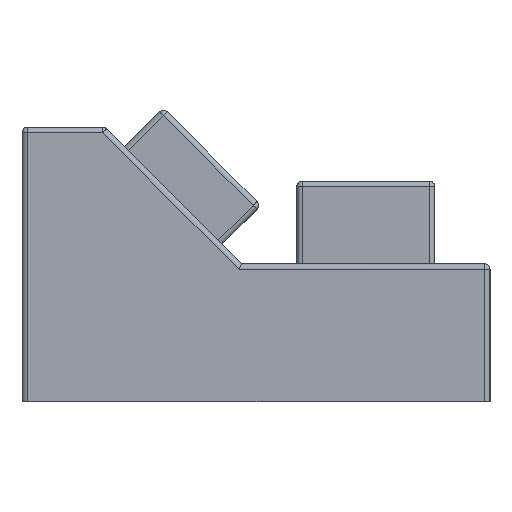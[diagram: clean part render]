
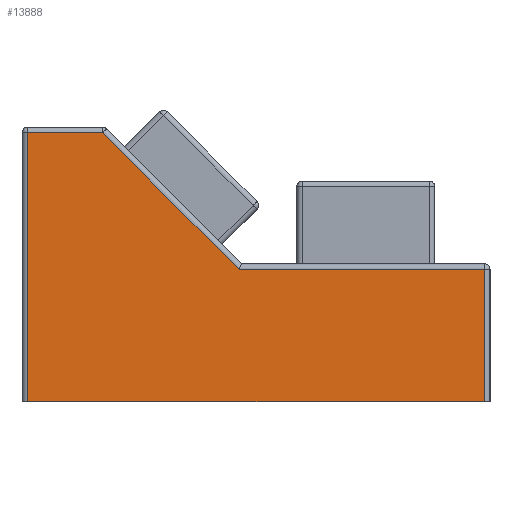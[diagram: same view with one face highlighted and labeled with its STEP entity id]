
A CAD part, left-side view. The second image highlights one B-rep face of the part: STEP entity #13888.
In plain terms, the highlighted planar face has unit normal (-1, 0, 0).
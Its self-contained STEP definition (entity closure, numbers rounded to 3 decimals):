
#1732=PLANE('',#15678);
#2332=FACE_OUTER_BOUND('',#3968,.T.);
#3968=EDGE_LOOP('',(#10404,#10405,#10406,#10407,#10408,#10409));
#5138=LINE('',#23847,#5867);
#5140=LINE('',#23851,#5869);
#5147=LINE('',#23867,#5876);
#5149=LINE('',#23870,#5878);
#5153=LINE('',#23882,#5882);
#5191=LINE('',#24005,#5920);
#5867=VECTOR('',#18538,10.);
#5869=VECTOR('',#18542,10.);
#5876=VECTOR('',#18563,10.);
#5878=VECTOR('',#18567,10.);
#5882=VECTOR('',#18579,10.);
#5920=VECTOR('',#18745,10.);
#7054=VERTEX_POINT('',#23813);
#7059=VERTEX_POINT('',#23828);
#7065=VERTEX_POINT('',#23843);
#7066=VERTEX_POINT('',#23850);
#7068=VERTEX_POINT('',#23865);
#7071=VERTEX_POINT('',#23878);
#8281=EDGE_CURVE('',#7059,#7065,#5138,.T.);
#8283=EDGE_CURVE('',#7065,#7066,#5140,.T.);
#8292=EDGE_CURVE('',#7068,#7059,#5147,.T.);
#8294=EDGE_CURVE('',#7066,#7054,#5149,.T.);
#8300=EDGE_CURVE('',#7054,#7071,#5153,.T.);
#8352=EDGE_CURVE('',#7071,#7068,#5191,.T.);
#10404=ORIENTED_EDGE('',*,*,#8292,.F.);
#10405=ORIENTED_EDGE('',*,*,#8352,.F.);
#10406=ORIENTED_EDGE('',*,*,#8300,.F.);
#10407=ORIENTED_EDGE('',*,*,#8294,.F.);
#10408=ORIENTED_EDGE('',*,*,#8283,.F.);
#10409=ORIENTED_EDGE('',*,*,#8281,.F.);
#13888=ADVANCED_FACE('',(#2332),#1732,.F.);
#15678=AXIS2_PLACEMENT_3D('',#24007,#18748,#18749);
#18538=DIRECTION('',(0.,-1.,0.));
#18542=DIRECTION('',(0.,-0.707,-0.707));
#18563=DIRECTION('',(0.,0.,1.));
#18567=DIRECTION('',(0.,-1.,0.));
#18579=DIRECTION('',(0.,0.,-1.));
#18745=DIRECTION('',(0.,1.,0.));
#18748=DIRECTION('center_axis',(1.,0.,0.));
#18749=DIRECTION('ref_axis',(0.,1.,0.));
#23813=CARTESIAN_POINT('',(0.,2.,48.));
#23828=CARTESIAN_POINT('',(0.,167.497,97.497));
#23843=CARTESIAN_POINT('',(0.,140.326,97.497));
#23847=CARTESIAN_POINT('',(0.,127.123,97.497));
#23850=CARTESIAN_POINT('',(0.,90.828,48.));
#23851=CARTESIAN_POINT('',(0.,114.787,71.959));
#23865=CARTESIAN_POINT('',(0.,167.497,0.));
#23867=CARTESIAN_POINT('',(0.,167.497,24.874));
#23870=CARTESIAN_POINT('',(0.,87.374,48.));
#23878=CARTESIAN_POINT('',(0.,2.,0.));
#23882=CARTESIAN_POINT('',(0.,2.,49.874));
#24005=CARTESIAN_POINT('',(0.,0.,0.));
#24007=CARTESIAN_POINT('Origin',(0.,84.749,49.749));
